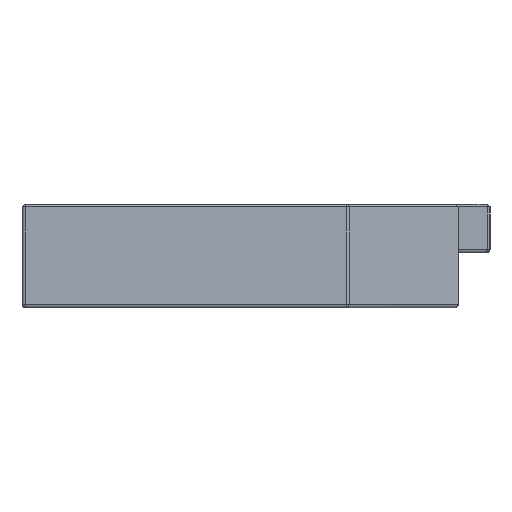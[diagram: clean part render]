
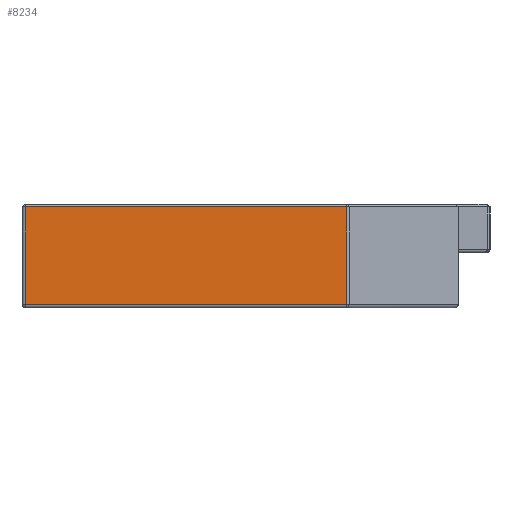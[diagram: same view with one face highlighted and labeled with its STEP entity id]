
A CAD part, left-side view. The second image highlights one B-rep face of the part: STEP entity #8234.
In plain terms, the highlighted planar face has unit normal (-1, 0, 0).
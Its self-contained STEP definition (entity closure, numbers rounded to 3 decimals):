
#1057=FACE_OUTER_BOUND('',#1550,.T.);
#1550=EDGE_LOOP('',(#7193,#7194,#7195,#7196));
#2394=LINE('',#14200,#3207);
#2404=LINE('',#14227,#3217);
#2405=LINE('',#14231,#3218);
#2406=LINE('',#14232,#3219);
#3207=VECTOR('',#11127,10.);
#3217=VECTOR('',#11161,10.);
#3218=VECTOR('',#11166,10.);
#3219=VECTOR('',#11167,10.);
#3965=VERTEX_POINT('',#14194);
#3966=VERTEX_POINT('',#14198);
#3971=VERTEX_POINT('',#14226);
#3972=VERTEX_POINT('',#14230);
#5093=EDGE_CURVE('',#3965,#3966,#2394,.T.);
#5106=EDGE_CURVE('',#3966,#3971,#2404,.T.);
#5108=EDGE_CURVE('',#3972,#3965,#2405,.T.);
#5109=EDGE_CURVE('',#3971,#3972,#2406,.T.);
#7193=ORIENTED_EDGE('',*,*,#5093,.F.);
#7194=ORIENTED_EDGE('',*,*,#5108,.F.);
#7195=ORIENTED_EDGE('',*,*,#5109,.F.);
#7196=ORIENTED_EDGE('',*,*,#5106,.F.);
#7848=PLANE('',#8982);
#8234=ADVANCED_FACE('',(#1057),#7848,.T.);
#8982=AXIS2_PLACEMENT_3D('',#14229,#11164,#11165);
#11127=DIRECTION('',(0.,-1.,0.));
#11161=DIRECTION('',(0.,0.,-1.));
#11164=DIRECTION('center_axis',(-1.,0.,0.));
#11165=DIRECTION('ref_axis',(0.,1.,0.));
#11166=DIRECTION('',(0.,0.,1.));
#11167=DIRECTION('',(0.,1.,0.));
#14194=CARTESIAN_POINT('',(0.,67.5,-0.4));
#14198=CARTESIAN_POINT('',(0.,21.117,-0.4));
#14200=CARTESIAN_POINT('',(0.,28.705,-0.4));
#14226=CARTESIAN_POINT('',(0.,21.117,-14.5));
#14227=CARTESIAN_POINT('',(0.,21.117,0.));
#14229=CARTESIAN_POINT('Origin',(0.,20.91,0.));
#14230=CARTESIAN_POINT('',(0.,67.5,-14.5));
#14231=CARTESIAN_POINT('',(0.,67.5,0.));
#14232=CARTESIAN_POINT('',(0.,28.705,-14.5));
